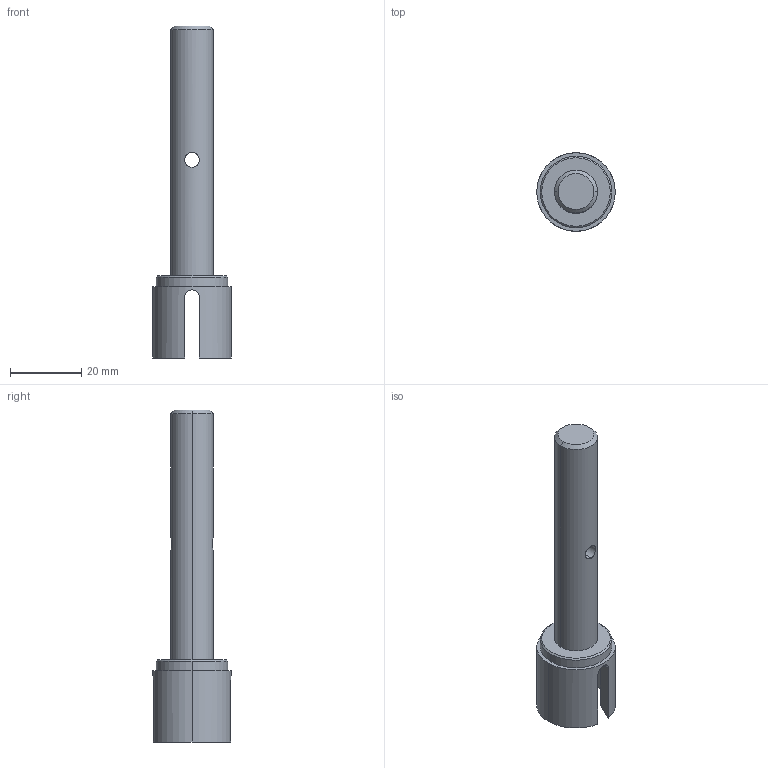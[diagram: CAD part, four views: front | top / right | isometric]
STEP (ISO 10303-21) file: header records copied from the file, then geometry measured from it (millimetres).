
FILE_DESCRIPTION (( 'STEP AP203' ), '1' );
FILE_NAME ('后狗骨杯轴（数量4）.STEP', '2021-09-25T02:35:49', ( '' ), ( '' ), 'SwSTEP 2.0', 'SolidWorks 2018', '' );
FILE_SCHEMA (( 'CONFIG_CONTROL_DESIGN' ));
Length unit declared in the file: millimetre
Products named in the file (1): 綴僩嘎戚粣ㄗ杅講4ㄘ
Bounding box: 22 x 22 x 93 mm (x, y, z)
Volume: 11828.5 mm3; surface area: 5876 mm2
Topology: 1 solids, 1 shells, 31 faces, 76 edges, 49 vertices
Faces by surface type: cylinder 14, plane 10, cone 7
Entity records: 1218 total; most frequent: CARTESIAN_POINT 409, ORIENTED_EDGE 152, DIRECTION 151, EDGE_CURVE 76, AXIS2_PLACEMENT_3D 59, VERTEX_POINT 49, EDGE_LOOP 35, VECTOR 33
